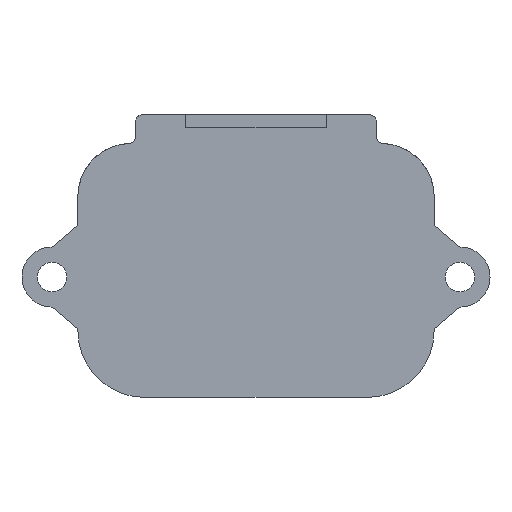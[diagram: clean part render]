
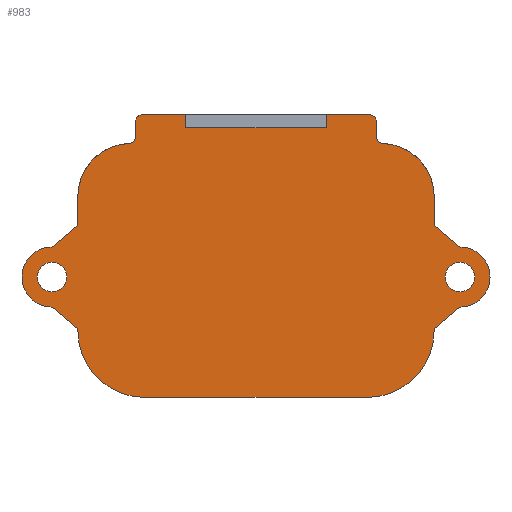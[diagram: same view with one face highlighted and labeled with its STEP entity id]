
A CAD part, front view. The second image highlights one B-rep face of the part: STEP entity #983.
In plain terms, the highlighted planar face has unit normal (0, -1, 0).
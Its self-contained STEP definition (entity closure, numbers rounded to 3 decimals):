
#38=FACE_BOUND('',#143,.T.);
#39=FACE_BOUND('',#144,.T.);
#49=PLANE('',#1074);
#80=FACE_OUTER_BOUND('',#142,.T.);
#142=EDGE_LOOP('',(#718,#719,#720,#721,#722,#723,#724,#725,#726,#727,#728,
#729,#730,#731,#732,#733,#734,#735,#736,#737,#738,#739,#740,#741,#742,#743));
#143=EDGE_LOOP('',(#744));
#144=EDGE_LOOP('',(#745));
#211=LINE('',#1533,#295);
#215=LINE('',#1540,#299);
#219=LINE('',#1550,#303);
#223=LINE('',#1557,#307);
#227=LINE('',#1566,#311);
#232=LINE('',#1587,#316);
#233=LINE('',#1589,#317);
#234=LINE('',#1593,#318);
#235=LINE('',#1598,#319);
#236=LINE('',#1601,#320);
#237=LINE('',#1605,#321);
#238=LINE('',#1608,#322);
#239=LINE('',#1614,#323);
#240=LINE('',#1618,#324);
#241=LINE('',#1620,#325);
#242=LINE('',#1621,#326);
#295=VECTOR('',#1217,1000.);
#299=VECTOR('',#1221,1000.);
#303=VECTOR('',#1227,1000.);
#307=VECTOR('',#1231,1000.);
#311=VECTOR('',#1237,1000.);
#316=VECTOR('',#1254,1000.);
#317=VECTOR('',#1255,1000.);
#318=VECTOR('',#1258,1000.);
#319=VECTOR('',#1263,1000.);
#320=VECTOR('',#1266,1000.);
#321=VECTOR('',#1271,1000.);
#322=VECTOR('',#1274,1000.);
#323=VECTOR('',#1279,1000.);
#324=VECTOR('',#1282,1000.);
#325=VECTOR('',#1283,1000.);
#326=VECTOR('',#1284,1000.);
#371=CIRCLE('',#1055,1.1);
#373=CIRCLE('',#1058,1.1);
#382=CIRCLE('',#1075,0.5);
#383=CIRCLE('',#1076,0.5);
#384=CIRCLE('',#1077,4.);
#385=CIRCLE('',#1078,2.25);
#386=CIRCLE('',#1079,5.);
#387=CIRCLE('',#1080,5.);
#388=CIRCLE('',#1081,2.25);
#389=CIRCLE('',#1082,4.);
#390=CIRCLE('',#1083,0.5);
#391=CIRCLE('',#1084,0.5);
#429=VERTEX_POINT('',#1494);
#431=VERTEX_POINT('',#1500);
#440=VERTEX_POINT('',#1525);
#443=VERTEX_POINT('',#1530);
#444=VERTEX_POINT('',#1532);
#447=VERTEX_POINT('',#1538);
#448=VERTEX_POINT('',#1542);
#451=VERTEX_POINT('',#1547);
#452=VERTEX_POINT('',#1549);
#455=VERTEX_POINT('',#1555);
#456=VERTEX_POINT('',#1559);
#459=VERTEX_POINT('',#1564);
#468=VERTEX_POINT('',#1585);
#469=VERTEX_POINT('',#1586);
#470=VERTEX_POINT('',#1588);
#471=VERTEX_POINT('',#1590);
#472=VERTEX_POINT('',#1592);
#473=VERTEX_POINT('',#1594);
#474=VERTEX_POINT('',#1597);
#475=VERTEX_POINT('',#1599);
#476=VERTEX_POINT('',#1604);
#477=VERTEX_POINT('',#1606);
#478=VERTEX_POINT('',#1609);
#479=VERTEX_POINT('',#1611);
#480=VERTEX_POINT('',#1613);
#481=VERTEX_POINT('',#1615);
#482=VERTEX_POINT('',#1617);
#483=VERTEX_POINT('',#1619);
#522=EDGE_CURVE('',#429,#429,#371,.T.);
#525=EDGE_CURVE('',#431,#431,#373,.T.);
#539=EDGE_CURVE('',#443,#444,#211,.T.);
#543=EDGE_CURVE('',#447,#440,#215,.T.);
#547=EDGE_CURVE('',#451,#452,#219,.T.);
#551=EDGE_CURVE('',#455,#448,#223,.T.);
#555=EDGE_CURVE('',#459,#456,#227,.T.);
#564=EDGE_CURVE('',#468,#469,#232,.T.);
#565=EDGE_CURVE('',#470,#469,#233,.T.);
#566=EDGE_CURVE('',#470,#471,#382,.T.);
#567=EDGE_CURVE('',#471,#472,#234,.T.);
#568=EDGE_CURVE('',#472,#473,#383,.T.);
#569=EDGE_CURVE('',#473,#448,#384,.T.);
#570=EDGE_CURVE('',#474,#455,#235,.T.);
#571=EDGE_CURVE('',#475,#474,#385,.T.);
#572=EDGE_CURVE('',#452,#475,#236,.T.);
#573=EDGE_CURVE('',#451,#456,#386,.T.);
#574=EDGE_CURVE('',#459,#440,#387,.T.);
#575=EDGE_CURVE('',#476,#447,#237,.T.);
#576=EDGE_CURVE('',#477,#476,#388,.T.);
#577=EDGE_CURVE('',#444,#477,#238,.T.);
#578=EDGE_CURVE('',#443,#478,#389,.T.);
#579=EDGE_CURVE('',#478,#479,#390,.T.);
#580=EDGE_CURVE('',#480,#479,#239,.T.);
#581=EDGE_CURVE('',#480,#481,#391,.T.);
#582=EDGE_CURVE('',#482,#481,#240,.T.);
#583=EDGE_CURVE('',#483,#482,#241,.T.);
#584=EDGE_CURVE('',#468,#483,#242,.T.);
#718=ORIENTED_EDGE('',*,*,#564,.T.);
#719=ORIENTED_EDGE('',*,*,#565,.F.);
#720=ORIENTED_EDGE('',*,*,#566,.T.);
#721=ORIENTED_EDGE('',*,*,#567,.T.);
#722=ORIENTED_EDGE('',*,*,#568,.T.);
#723=ORIENTED_EDGE('',*,*,#569,.T.);
#724=ORIENTED_EDGE('',*,*,#551,.F.);
#725=ORIENTED_EDGE('',*,*,#570,.F.);
#726=ORIENTED_EDGE('',*,*,#571,.F.);
#727=ORIENTED_EDGE('',*,*,#572,.F.);
#728=ORIENTED_EDGE('',*,*,#547,.F.);
#729=ORIENTED_EDGE('',*,*,#573,.T.);
#730=ORIENTED_EDGE('',*,*,#555,.F.);
#731=ORIENTED_EDGE('',*,*,#574,.T.);
#732=ORIENTED_EDGE('',*,*,#543,.F.);
#733=ORIENTED_EDGE('',*,*,#575,.F.);
#734=ORIENTED_EDGE('',*,*,#576,.F.);
#735=ORIENTED_EDGE('',*,*,#577,.F.);
#736=ORIENTED_EDGE('',*,*,#539,.F.);
#737=ORIENTED_EDGE('',*,*,#578,.T.);
#738=ORIENTED_EDGE('',*,*,#579,.T.);
#739=ORIENTED_EDGE('',*,*,#580,.F.);
#740=ORIENTED_EDGE('',*,*,#581,.T.);
#741=ORIENTED_EDGE('',*,*,#582,.F.);
#742=ORIENTED_EDGE('',*,*,#583,.F.);
#743=ORIENTED_EDGE('',*,*,#584,.F.);
#744=ORIENTED_EDGE('',*,*,#525,.T.);
#745=ORIENTED_EDGE('',*,*,#522,.T.);
#983=ADVANCED_FACE('',(#80,#38,#39),#49,.T.);
#1055=AXIS2_PLACEMENT_3D('',#1496,#1183,#1184);
#1058=AXIS2_PLACEMENT_3D('',#1502,#1190,#1191);
#1074=AXIS2_PLACEMENT_3D('',#1584,#1252,#1253);
#1075=AXIS2_PLACEMENT_3D('',#1591,#1256,#1257);
#1076=AXIS2_PLACEMENT_3D('',#1595,#1259,#1260);
#1077=AXIS2_PLACEMENT_3D('',#1596,#1261,#1262);
#1078=AXIS2_PLACEMENT_3D('',#1600,#1264,#1265);
#1079=AXIS2_PLACEMENT_3D('',#1602,#1267,#1268);
#1080=AXIS2_PLACEMENT_3D('',#1603,#1269,#1270);
#1081=AXIS2_PLACEMENT_3D('',#1607,#1272,#1273);
#1082=AXIS2_PLACEMENT_3D('',#1610,#1275,#1276);
#1083=AXIS2_PLACEMENT_3D('',#1612,#1277,#1278);
#1084=AXIS2_PLACEMENT_3D('',#1616,#1280,#1281);
#1183=DIRECTION('center_axis',(0.,1.,0.));
#1184=DIRECTION('ref_axis',(0.,0.,1.));
#1190=DIRECTION('center_axis',(0.,1.,0.));
#1191=DIRECTION('ref_axis',(0.,0.,1.));
#1217=DIRECTION('',(0.,0.,-1.));
#1221=DIRECTION('',(0.,0.,-1.));
#1227=DIRECTION('',(0.,0.,1.));
#1231=DIRECTION('',(0.,0.,1.));
#1237=DIRECTION('',(-1.,0.,0.));
#1252=DIRECTION('center_axis',(0.,-1.,0.));
#1253=DIRECTION('ref_axis',(0.,0.,-1.));
#1254=DIRECTION('',(0.,0.,1.));
#1255=DIRECTION('',(1.,0.,0.));
#1256=DIRECTION('center_axis',(0.,-1.,0.));
#1257=DIRECTION('ref_axis',(0.,0.,-1.));
#1258=DIRECTION('',(0.,0.,-1.));
#1259=DIRECTION('center_axis',(0.,1.,0.));
#1260=DIRECTION('ref_axis',(0.,0.,-1.));
#1261=DIRECTION('center_axis',(0.,-1.,0.));
#1262=DIRECTION('ref_axis',(0.,0.,-1.));
#1263=DIRECTION('',(0.766,0.,0.643));
#1264=DIRECTION('center_axis',(0.,1.,0.));
#1265=DIRECTION('ref_axis',(0.,0.,1.));
#1266=DIRECTION('',(-0.766,0.,0.643));
#1267=DIRECTION('center_axis',(0.,-1.,0.));
#1268=DIRECTION('ref_axis',(0.,0.,-1.));
#1269=DIRECTION('center_axis',(0.,-1.,0.));
#1270=DIRECTION('ref_axis',(0.,0.,-1.));
#1271=DIRECTION('',(-0.766,0.,-0.643));
#1272=DIRECTION('center_axis',(0.,1.,0.));
#1273=DIRECTION('ref_axis',(0.,0.,1.));
#1274=DIRECTION('',(0.766,0.,-0.643));
#1275=DIRECTION('center_axis',(0.,-1.,0.));
#1276=DIRECTION('ref_axis',(0.,0.,-1.));
#1277=DIRECTION('center_axis',(0.,1.,0.));
#1278=DIRECTION('ref_axis',(0.,0.,-1.));
#1279=DIRECTION('',(0.,0.,-1.));
#1280=DIRECTION('center_axis',(0.,-1.,0.));
#1281=DIRECTION('ref_axis',(0.,0.,-1.));
#1282=DIRECTION('',(1.,0.,0.));
#1283=DIRECTION('',(0.,0.,1.));
#1284=DIRECTION('',(1.,0.,0.));
#1494=CARTESIAN_POINT('',(15.25,0.,0.6));
#1496=CARTESIAN_POINT('Origin',(15.25,0.,-0.5));
#1500=CARTESIAN_POINT('',(-15.25,0.,0.6));
#1502=CARTESIAN_POINT('Origin',(-15.25,0.,-0.5));
#1525=CARTESIAN_POINT('',(13.325,0.,-4.5));
#1530=CARTESIAN_POINT('',(13.325,0.,5.5));
#1532=CARTESIAN_POINT('',(13.325,0.,3.365));
#1533=CARTESIAN_POINT('',(13.325,0.,9.5));
#1538=CARTESIAN_POINT('',(13.325,0.,-4.365));
#1540=CARTESIAN_POINT('',(13.325,0.,9.5));
#1542=CARTESIAN_POINT('',(-13.325,0.,5.5));
#1547=CARTESIAN_POINT('',(-13.325,0.,-4.5));
#1549=CARTESIAN_POINT('',(-13.325,0.,-4.365));
#1550=CARTESIAN_POINT('',(-13.325,0.,9.5));
#1555=CARTESIAN_POINT('',(-13.325,0.,3.365));
#1557=CARTESIAN_POINT('',(-13.325,0.,9.5));
#1559=CARTESIAN_POINT('',(-8.325,0.,-9.5));
#1564=CARTESIAN_POINT('',(8.325,0.,-9.5));
#1566=CARTESIAN_POINT('',(-13.325,0.,-9.5));
#1584=CARTESIAN_POINT('Origin',(0.,0.,0.));
#1585=CARTESIAN_POINT('',(-5.25,0.,10.65));
#1586=CARTESIAN_POINT('',(-5.25,0.,11.65));
#1587=CARTESIAN_POINT('',(-5.25,0.,10.65));
#1588=CARTESIAN_POINT('',(-8.5,0.,11.65));
#1589=CARTESIAN_POINT('',(-9.,0.,11.65));
#1590=CARTESIAN_POINT('',(-9.,0.,11.15));
#1591=CARTESIAN_POINT('Origin',(-8.5,0.,11.15));
#1592=CARTESIAN_POINT('',(-9.,0.,9.997));
#1593=CARTESIAN_POINT('',(-9.,0.,11.65));
#1594=CARTESIAN_POINT('',(-9.481,0.,9.497));
#1595=CARTESIAN_POINT('Origin',(-9.5,0.,9.997));
#1596=CARTESIAN_POINT('Origin',(-9.325,0.,5.5));
#1597=CARTESIAN_POINT('',(-15.25,0.,1.75));
#1598=CARTESIAN_POINT('',(-15.25,0.,1.75));
#1599=CARTESIAN_POINT('',(-15.25,0.,-2.75));
#1600=CARTESIAN_POINT('Origin',(-15.25,0.,-0.5));
#1601=CARTESIAN_POINT('',(-15.25,0.,-2.75));
#1602=CARTESIAN_POINT('Origin',(-8.325,0.,-4.5));
#1603=CARTESIAN_POINT('Origin',(8.325,0.,-4.5));
#1604=CARTESIAN_POINT('',(15.25,0.,-2.75));
#1605=CARTESIAN_POINT('',(15.25,0.,-2.75));
#1606=CARTESIAN_POINT('',(15.25,0.,1.75));
#1607=CARTESIAN_POINT('Origin',(15.25,0.,-0.5));
#1608=CARTESIAN_POINT('',(15.25,0.,1.75));
#1609=CARTESIAN_POINT('',(9.481,0.,9.497));
#1610=CARTESIAN_POINT('Origin',(9.325,0.,5.5));
#1611=CARTESIAN_POINT('',(9.,0.,9.997));
#1612=CARTESIAN_POINT('Origin',(9.5,0.,9.997));
#1613=CARTESIAN_POINT('',(9.,0.,11.15));
#1614=CARTESIAN_POINT('',(9.,0.,11.65));
#1615=CARTESIAN_POINT('',(8.5,0.,11.65));
#1616=CARTESIAN_POINT('Origin',(8.5,0.,11.15));
#1617=CARTESIAN_POINT('',(5.25,0.,11.65));
#1618=CARTESIAN_POINT('',(-9.,0.,11.65));
#1619=CARTESIAN_POINT('',(5.25,0.,10.65));
#1620=CARTESIAN_POINT('',(5.25,0.,10.65));
#1621=CARTESIAN_POINT('',(-5.25,0.,10.65));
